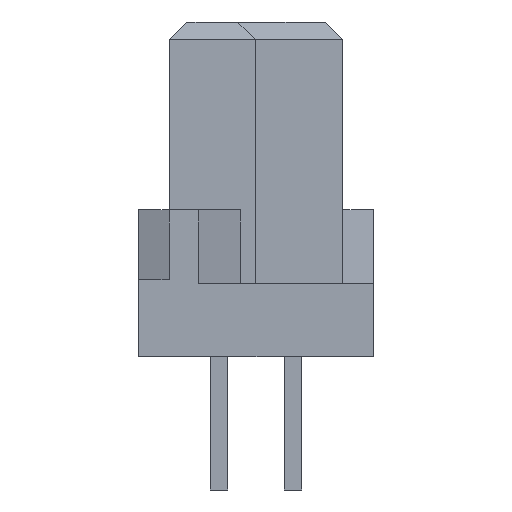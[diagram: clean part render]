
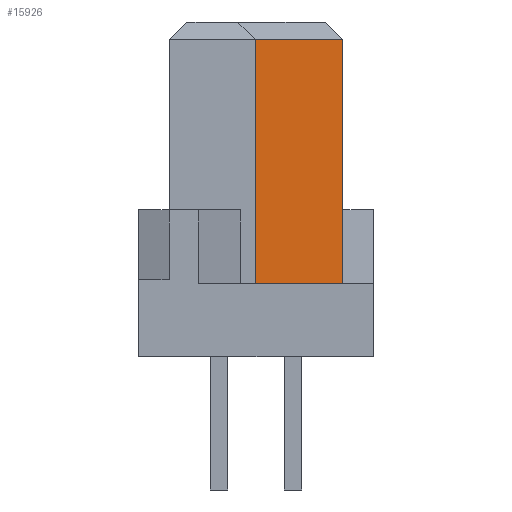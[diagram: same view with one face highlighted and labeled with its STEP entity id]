
A CAD part, left-side view. The second image highlights one B-rep face of the part: STEP entity #15926.
In plain terms, the highlighted planar face has unit normal (-1, 0, 0).
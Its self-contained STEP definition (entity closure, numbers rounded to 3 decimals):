
#3232=DIRECTION('',(0.,0.,-1.));
#3233=VECTOR('',#3232,8.38);
#3234=CARTESIAN_POINT('',(-21.135,0.015,-0.61));
#3235=LINE('',#3234,#3233);
#3248=DIRECTION('',(0.,-1.,0.));
#3249=VECTOR('',#3248,3.);
#3250=CARTESIAN_POINT('',(-21.135,0.015,-0.61));
#3251=LINE('',#3250,#3249);
#3252=DIRECTION('',(0.,0.,-1.));
#3253=VECTOR('',#3252,8.38);
#3254=CARTESIAN_POINT('',(-21.135,-2.985,-0.61));
#3255=LINE('',#3254,#3253);
#3461=DIRECTION('',(0.,1.,0.));
#3462=VECTOR('',#3461,3.);
#3463=CARTESIAN_POINT('',(-21.135,-2.985,-8.99));
#3464=LINE('',#3463,#3462);
#8116=CARTESIAN_POINT('',(-21.135,-2.985,-0.61));
#8117=VERTEX_POINT('',#8116);
#8120=CARTESIAN_POINT('',(-21.135,0.015,-0.61));
#8121=VERTEX_POINT('',#8120);
#9189=CARTESIAN_POINT('',(-21.135,-2.985,-8.99));
#9191=VERTEX_POINT('',#9189);
#10032=CARTESIAN_POINT('',(-21.135,0.015,-8.99));
#10033=VERTEX_POINT('',#10032);
#15913=CARTESIAN_POINT('',(-21.135,0.015,0.));
#15914=DIRECTION('',(-1.,0.,0.));
#15915=DIRECTION('',(0.,-1.,0.));
#15916=AXIS2_PLACEMENT_3D('',#15913,#15914,#15915);
#15917=PLANE('',#15916);
#15918=ORIENTED_EDGE('',*,*,#15904,.T.);
#15920=ORIENTED_EDGE('',*,*,#15919,.T.);
#15922=ORIENTED_EDGE('',*,*,#15921,.T.);
#15923=ORIENTED_EDGE('',*,*,#15878,.F.);
#15924=EDGE_LOOP('',(#15918,#15920,#15922,#15923));
#15925=FACE_OUTER_BOUND('',#15924,.F.);
#15926=ADVANCED_FACE('',(#15925),#15917,.T.);
#15878=EDGE_CURVE('',#8121,#10033,#3235,.T.);
#15904=EDGE_CURVE('',#8121,#8117,#3251,.T.);
#15919=EDGE_CURVE('',#8117,#9191,#3255,.T.);
#15921=EDGE_CURVE('',#9191,#10033,#3464,.T.);
